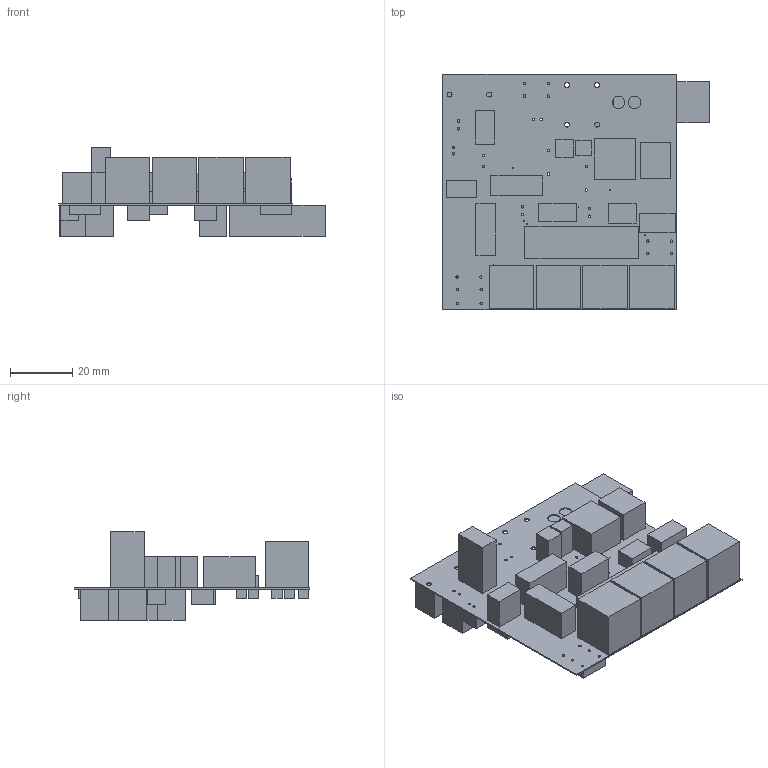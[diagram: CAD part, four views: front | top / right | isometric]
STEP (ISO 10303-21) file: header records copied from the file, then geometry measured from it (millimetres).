
FILE_DESCRIPTION (( 'STEP AP214' ), '1' );
FILE_NAME ('sst_v2.STEP', '2024-05-13T08:56:31', ( '' ), ( '' ), 'SwSTEP 2.0', 'SolidWorks 2023', '' );
FILE_SCHEMA (( 'AUTOMOTIVE_DESIGN' ));
Length unit declared in the file: millimetre
Products named in the file (1): sst_v2
Bounding box: 85.38 x 75.5 x 28.39 mm (x, y, z)
Volume: 34297.3 mm3; surface area: 29092.8 mm2
Topology: 31 solids, 31 shells, 510 faces, 1335 edges, 890 vertices
Faces by surface type: cylinder 316, plane 194
Entity records: 16888 total; most frequent: DIRECTION 2989, CARTESIAN_POINT 2736, ORIENTED_EDGE 2670, EDGE_CURVE 1335, AXIS2_PLACEMENT_3D 1143, VERTEX_POINT 890, EDGE_LOOP 825, LINE 703
